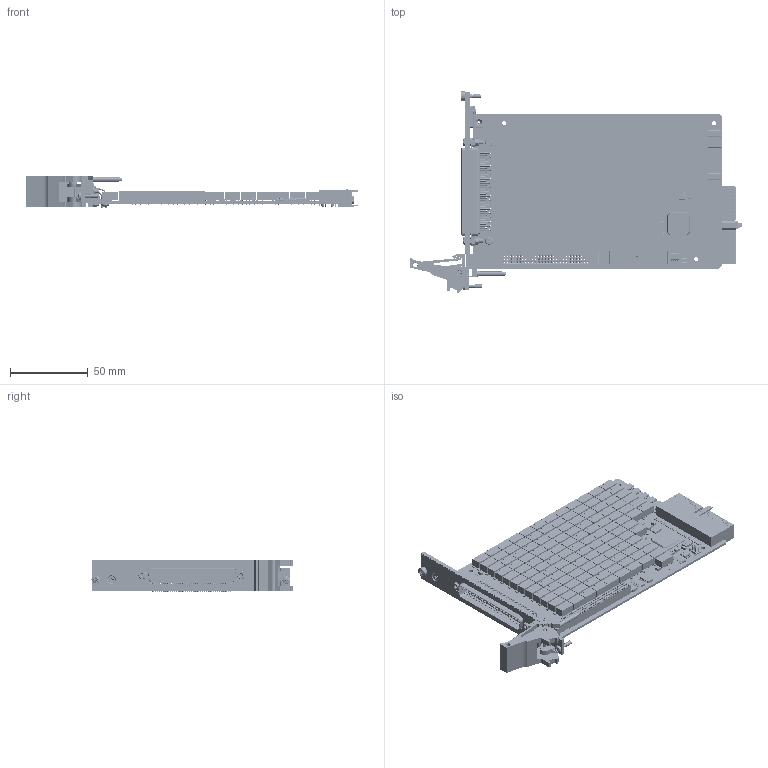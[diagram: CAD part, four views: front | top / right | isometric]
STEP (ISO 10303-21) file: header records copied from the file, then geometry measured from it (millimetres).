
FILE_DESCRIPTION (( 'STEP AP214' ), '1' );
FILE_NAME ('40-529A-001 PXI 16x8 1PL 2A 60W Matrix Module.STEP', '2013-08-28T11:01:45', ( 'admin' ), ( '' ), 'SwSTEP 2.0', 'SolidWorks 2012', '' );
FILE_SCHEMA (( 'AUTOMOTIVE_DESIGN' ));
Length unit declared in the file: millimetre
Products named in the file (1): 40-529A-001 PXI 16x8 1PL 2A 60W Matrix Module
Bounding box: 214.01 x 129.67 x 20.3 mm (x, y, z)
Surface area: 96682 mm2 (no closed solid volume)
Topology: 0 solids, 1977 shells, 7187 faces, 25000 edges, 18897 vertices
Faces by surface type: plane 4463, cylinder 2601, torus 65, cone 43, sphere 10, bspline 5
Full cylindrical faces by diameter (mm): 0.278 x2, 0.4 x1038, 0.5 x80, 0.6 x110, 0.711 x37, 0.75 x584, 0.9 x111, 1 x19, 1.496 x2, 2 x5, 2.05 x3, 2.5 x8, 2.6 x3, 2.7 x3, 2.701 x1, 2.8 x1, 3 x3, 3.2 x2, 4.35 x1, 4.7 x1, 5 x5, 5.2 x4, 5.3 x1, 5.7 x2, 5.9 x1, 6 x1
Entity records: 348549 total; most frequent: CARTESIAN_POINT 59337, DIRECTION 43782, ORIENTED_EDGE 32048, EDGE_CURVE 22764, VERTEX_POINT 18767, AXIS2_PLACEMENT_3D 14595, VECTOR 14592, LINE 14592
